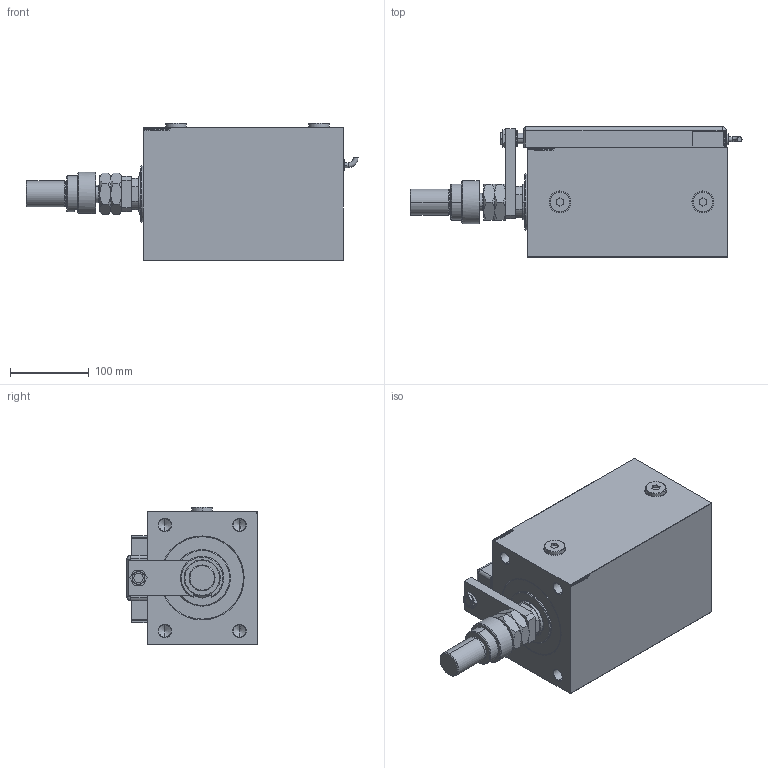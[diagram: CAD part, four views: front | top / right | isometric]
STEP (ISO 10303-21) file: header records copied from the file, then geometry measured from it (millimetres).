
FILE_DESCRIPTION (( 'STEP AP203' ), '1' );
FILE_NAME ('566d.STEP', '2024-02-11T23:44:57', ( '' ), ( '' ), 'SwSTEP 2.0', 'SolidWorks 2019', '' );
FILE_SCHEMA (( 'CONFIG_CONTROL_DESIGN' ));
Length unit declared in the file: millimetre
Products named in the file (17): SWITCH DIM A_G 815157d85e68266a407819ff3568c6f1; ZARAZKA_Q 815157d85e68266a407819ff3568c6f1; MAGNETIC SWITCH Q 815157d85e68266a407819ff3568c6f1; Zatka_OIL_PORT 815157d85e68266a407819ff3568c6f1; KRYT 815157d85e68266a407819ff3568c6f1; V450CM_B_VCP 815157d85e68266a407819ff3568c6f1; NUT_D13 815157d85e68266a407819ff3568c6f1; SWITCH_Q_FRONT_BACK 815157d85e68266a407819ff3568c6f1; SWITCH Q 815157d85e68266a407819ff3568c6f1; Q_T_W_DFA 815157d85e68266a407819ff3568c6f1; NUT_D19 815157d85e68266a407819ff3568c6f1; 566d; TYC 815157d85e68266a407819ff3568c6f1; FEMALE_PART_FOR_DFA 815157d85e68266a407819ff3568c6f1; MFA 815157d85e68266a407819ff3568c6f1; V450CM_B_Body 815157d85e68266a407819ff3568c6f1; V450CM_VC_B 815157d85e68266a407819ff3568c6f1
Assembly tree (18 placements, depth 3):
  566d
    V450CM_B_Body 815157d85e68266a407819ff3568c6f1
    V450CM_B_VCP 815157d85e68266a407819ff3568c6f1
    V450CM_VC_B 815157d85e68266a407819ff3568c6f1
    MAGNETIC SWITCH Q 815157d85e68266a407819ff3568c6f1
      SWITCH_Q_FRONT_BACK 815157d85e68266a407819ff3568c6f1
      TYC 815157d85e68266a407819ff3568c6f1
      ZARAZKA_Q 815157d85e68266a407819ff3568c6f1
      SWITCH DIM A_G 815157d85e68266a407819ff3568c6f1
      NUT_D19 815157d85e68266a407819ff3568c6f1
      NUT_D13 815157d85e68266a407819ff3568c6f1
      KRYT 815157d85e68266a407819ff3568c6f1
      SWITCH Q 815157d85e68266a407819ff3568c6f1  x2
    Q_T_W_DFA 815157d85e68266a407819ff3568c6f1
      FEMALE_PART_FOR_DFA 815157d85e68266a407819ff3568c6f1
      MFA 815157d85e68266a407819ff3568c6f1
    Zatka_OIL_PORT 815157d85e68266a407819ff3568c6f1  x2
Bounding box: 422.76 x 165.8 x 174.9 mm (x, y, z)
Volume: 5468993.7 mm3; surface area: 516696.2 mm2
Topology: 17 solids, 17 shells, 1407 faces, 3514 edges, 2279 vertices
Faces by surface type: plane 670, bspline 471, cylinder 140, cone 98, torus 26, sphere 2
Entity records: 64383 total; most frequent: CARTESIAN_POINT 33391, ORIENTED_EDGE 6720, DIRECTION 4508, EDGE_CURVE 3360, VERTEX_POINT 2195, VECTOR 1960, LINE 1960, EDGE_LOOP 1525
